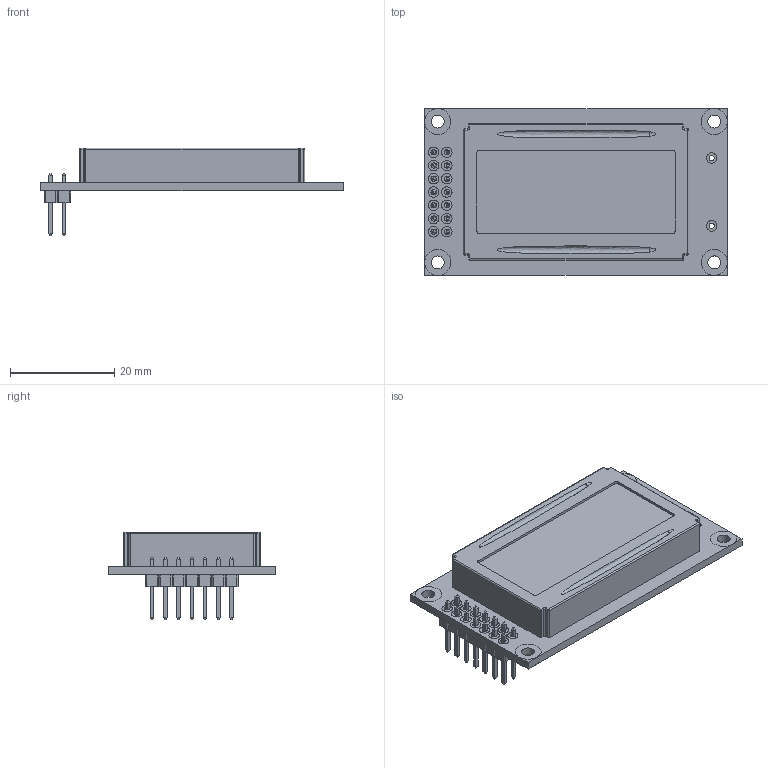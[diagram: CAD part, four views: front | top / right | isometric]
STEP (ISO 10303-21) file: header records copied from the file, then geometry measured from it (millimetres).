
FILE_DESCRIPTION(/* description */ (''),/* implementation_level */ '2;1');
FILE_NAME(/* name */ 'lcd08x02.stp',/* time_stamp */ '2020-04-20T17:27:46+07:00',/* author */ ('Trung'),/* organization */ (''),/* preprocessor_version */ 'ST-DEVELOPER v16.13',/* originating_system */ 'Autodesk Inventor 2018',/* authorisation */ '');
FILE_SCHEMA (('AUTOMOTIVE_DESIGN { 1 0 10303 214 3 1 1 }'));
Length unit declared in the file: millimetre
Products named in the file (3): Assembly1; lcd_8x2; Part1
Assembly tree (2 placements, depth 2):
  Assembly1
    lcd_8x2
    Part1
Bounding box: 58.01 x 32.01 x 16.84 mm (x, y, z)
Volume: 10302.9 mm3; surface area: 5721.8 mm2
Topology: 2 solids, 2 shells, 554 faces, 1244 edges, 751 vertices
Faces by surface type: plane 450, cylinder 88, sphere 8, bspline 4, torus 4
Full cylindrical faces by diameter (mm): 0.99 x16, 2 x32, 2.49 x4, 5 x8
Entity records: 15620 total; most frequent: CARTESIAN_POINT 3049, DIRECTION 2464, ORIENTED_EDGE 2386, EDGE_CURVE 1179, LINE 984, VECTOR 984, VERTEX_POINT 747, AXIS2_PLACEMENT_3D 740
